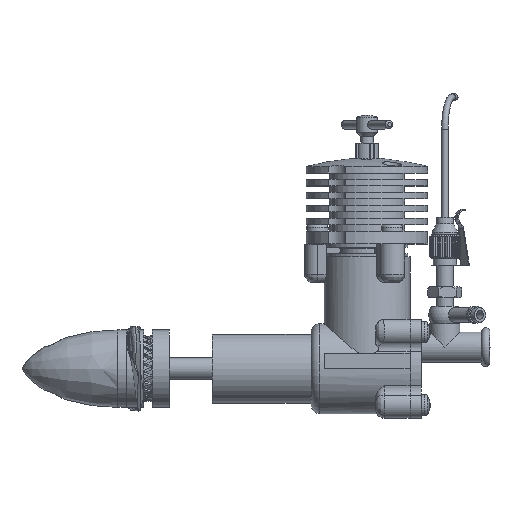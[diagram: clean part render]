
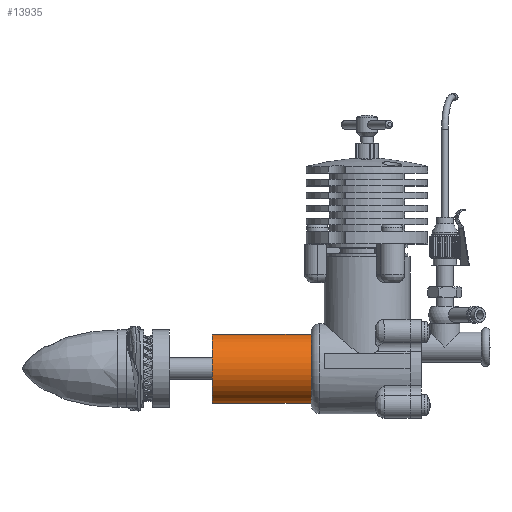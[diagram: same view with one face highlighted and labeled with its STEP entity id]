
A CAD part, top view. The second image highlights one B-rep face of the part: STEP entity #13935.
In plain terms, the highlighted cylindrical face has radius 8 mm (diameter 16 mm), a full revolution.
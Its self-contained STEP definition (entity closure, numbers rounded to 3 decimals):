
#2486=FACE_BOUND($,#3784,.T.);
#2992=FACE_OUTER_BOUND($,#3783,.T.);
#3783=EDGE_LOOP($,(#9352));
#3784=EDGE_LOOP($,(#9353));
#4967=CIRCLE($,#14892,8.);
#4968=CIRCLE($,#14894,8.);
#5823=VERTEX_POINT($,#21960);
#5824=VERTEX_POINT($,#21963);
#7255=EDGE_CURVE($,#5823,#5823,#4967,.T.);
#7256=EDGE_CURVE($,#5824,#5824,#4968,.T.);
#9352=ORIENTED_EDGE($,*,*,#7256,.T.);
#9353=ORIENTED_EDGE($,*,*,#7255,.F.);
#12873=CYLINDRICAL_SURFACE($,#14895,8.);
#13935=ADVANCED_FACE($,(#2992,#2486),#12873,.T.);
#14892=AXIS2_PLACEMENT_3D($,#21961,#17007,#17008);
#14894=AXIS2_PLACEMENT_3D($,#21964,#17011,#17012);
#14895=AXIS2_PLACEMENT_3D($,#21965,#17013,#17014);
#17007=DIRECTION('center_axis',(1.,0.,0.));
#17008=DIRECTION('ref_axis',(0.,0.,-1.));
#17011=DIRECTION('center_axis',(1.,0.,0.));
#17012=DIRECTION('ref_axis',(0.,0.,-1.));
#17013=DIRECTION('center_axis',(1.,0.,0.));
#17014=DIRECTION('ref_axis',(0.,1.,0.));
#21960=CARTESIAN_POINT('',(23.,8.,0.));
#21961=CARTESIAN_POINT('Origin',(23.,0.,0.));
#21963=CARTESIAN_POINT('',(0.,8.,0.));
#21964=CARTESIAN_POINT('Origin',(0.,0.,0.));
#21965=CARTESIAN_POINT('Origin',(11.5,0.,0.));
